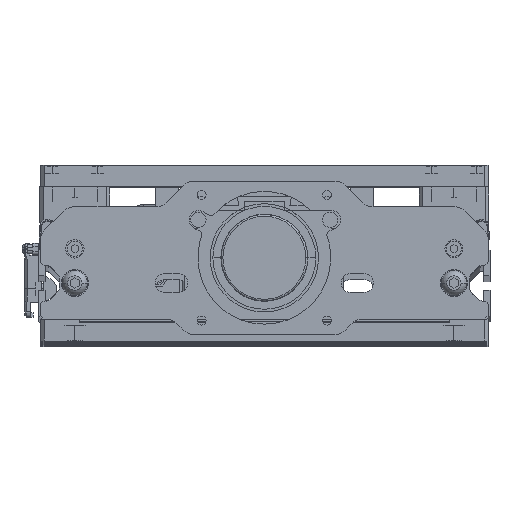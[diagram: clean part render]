
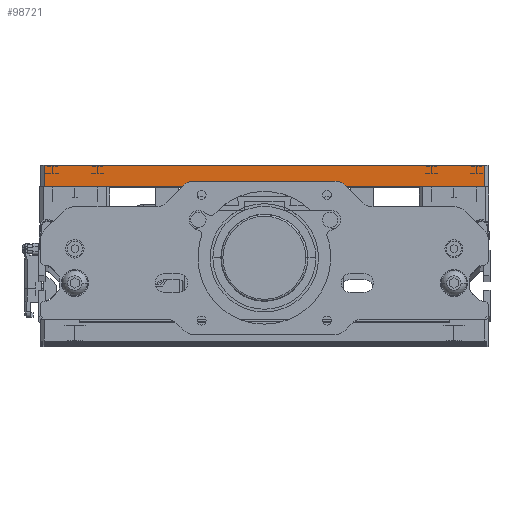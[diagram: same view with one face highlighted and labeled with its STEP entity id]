
A CAD part, top view. The second image highlights one B-rep face of the part: STEP entity #98721.
In plain terms, the highlighted planar face has unit normal (0, 0, 1).
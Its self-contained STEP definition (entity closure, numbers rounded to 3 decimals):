
#1575 = DIRECTION ( 'NONE',  ( 0., 0., 1. ) ) ;
#2631 = CARTESIAN_POINT ( 'NONE',  ( -122., 100., 335. ) ) ;
#9280 = PLANE ( 'NONE',  #52477 ) ;
#12354 = DIRECTION ( 'NONE',  ( 1., 0., 0. ) ) ;
#12707 = CARTESIAN_POINT ( 'NONE',  ( -122., 88., 335. ) ) ;
#12768 = DIRECTION ( 'NONE',  ( 1., 0., 0. ) ) ;
#14674 = DIRECTION ( 'NONE',  ( 1., 0., 0. ) ) ;
#15243 = VERTEX_POINT ( 'NONE', #68711 ) ;
#24995 = VERTEX_POINT ( 'NONE', #2631 ) ;
#28457 = CARTESIAN_POINT ( 'NONE',  ( 122., 100., 335. ) ) ;
#29338 = CARTESIAN_POINT ( 'NONE',  ( 122., 88., 335. ) ) ;
#37851 = ORIENTED_EDGE ( 'NONE', *, *, #48483, .F. ) ;
#40384 = CARTESIAN_POINT ( 'NONE',  ( -122., 88., 335. ) ) ;
#41672 = ORIENTED_EDGE ( 'NONE', *, *, #68473, .T. ) ;
#43327 = DIRECTION ( 'NONE',  ( 0., 1., 0. ) ) ;
#47067 = EDGE_CURVE ( 'NONE', #15243, #24995, #57679, .T. ) ;
#48483 = EDGE_CURVE ( 'NONE', #24995, #61442, #51112, .T. ) ;
#51112 = LINE ( 'NONE', #83357, #71991 ) ;
#52477 = AXIS2_PLACEMENT_3D ( 'NONE', #40384, #1575, #12768 ) ;
#55407 = VECTOR ( 'NONE', #43327, 1000. ) ;
#57679 = LINE ( 'NONE', #12707, #55407 ) ;
#59042 = VECTOR ( 'NONE', #14674, 1000. ) ;
#61442 = VERTEX_POINT ( 'NONE', #28457 ) ;
#65855 = ORIENTED_EDGE ( 'NONE', *, *, #92568, .T. ) ;
#68473 = EDGE_CURVE ( 'NONE', #15243, #79687, #84213, .T. ) ;
#68711 = CARTESIAN_POINT ( 'NONE',  ( -122., 88., 335. ) ) ;
#71991 = VECTOR ( 'NONE', #12354, 1000. ) ;
#76320 = DIRECTION ( 'NONE',  ( 0., 1., 0. ) ) ;
#78283 = EDGE_LOOP ( 'NONE', ( #37851, #86869, #41672, #65855 ) ) ;
#79274 = FACE_OUTER_BOUND ( 'NONE', #78283, .T. ) ;
#79687 = VERTEX_POINT ( 'NONE', #82156 ) ;
#82156 = CARTESIAN_POINT ( 'NONE',  ( 122., 88., 335. ) ) ;
#82717 = CARTESIAN_POINT ( 'NONE',  ( -122., 88., 335. ) ) ;
#83357 = CARTESIAN_POINT ( 'NONE',  ( -122., 100., 335. ) ) ;
#84213 = LINE ( 'NONE', #82717, #59042 ) ;
#86869 = ORIENTED_EDGE ( 'NONE', *, *, #47067, .F. ) ;
#87613 = VECTOR ( 'NONE', #76320, 1000. ) ;
#92568 = EDGE_CURVE ( 'NONE', #79687, #61442, #99389, .T. ) ;
#98721 = ADVANCED_FACE ( 'NONE', ( #79274 ), #9280, .T. ) ;
#99389 = LINE ( 'NONE', #29338, #87613 ) ;
